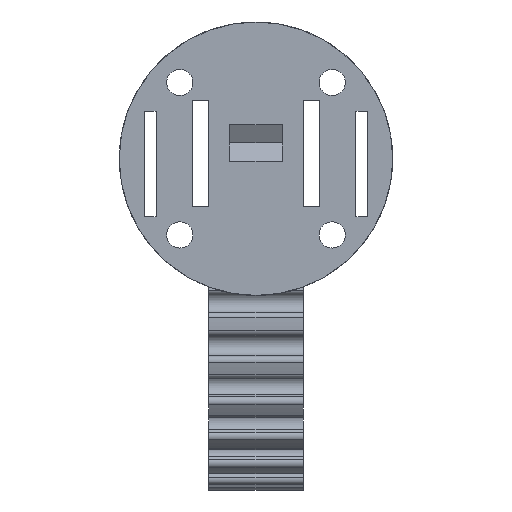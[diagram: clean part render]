
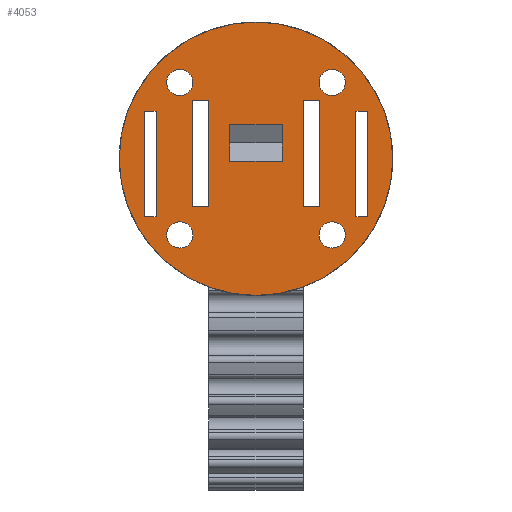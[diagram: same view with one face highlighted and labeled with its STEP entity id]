
A CAD part, left-side view. The second image highlights one B-rep face of the part: STEP entity #4053.
In plain terms, the highlighted planar face has unit normal (-1, 0, 0).
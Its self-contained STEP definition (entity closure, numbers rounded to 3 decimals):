
#1=CARTESIAN_POINT('',(0.,0.,0.));
#2=DIRECTION('',(1.,0.,0.));
#3=DIRECTION('',(0.,-1.,0.));
#4=AXIS2_PLACEMENT_3D('',#1,#2,#3);
#6=CARTESIAN_POINT('',(0.,0.,0.));
#7=DIRECTION('',(1.,0.,0.));
#8=DIRECTION('',(0.,1.,0.));
#9=AXIS2_PLACEMENT_3D('',#6,#7,#8);
#11=CARTESIAN_POINT('',(0.,14.496,-14.496));
#12=DIRECTION('',(1.,0.,0.));
#13=DIRECTION('',(0.,-1.,0.));
#14=AXIS2_PLACEMENT_3D('',#11,#12,#13);
#16=CARTESIAN_POINT('',(0.,14.496,-14.496));
#17=DIRECTION('',(1.,0.,0.));
#18=DIRECTION('',(0.,1.,0.));
#19=AXIS2_PLACEMENT_3D('',#16,#17,#18);
#21=CARTESIAN_POINT('',(0.,-14.496,-14.496));
#22=DIRECTION('',(1.,0.,0.));
#23=DIRECTION('',(0.,-1.,0.));
#24=AXIS2_PLACEMENT_3D('',#21,#22,#23);
#26=CARTESIAN_POINT('',(0.,-14.496,-14.496));
#27=DIRECTION('',(1.,0.,0.));
#28=DIRECTION('',(0.,1.,0.));
#29=AXIS2_PLACEMENT_3D('',#26,#27,#28);
#31=CARTESIAN_POINT('',(0.,-14.496,14.496));
#32=DIRECTION('',(1.,0.,0.));
#33=DIRECTION('',(0.,-1.,0.));
#34=AXIS2_PLACEMENT_3D('',#31,#32,#33);
#36=CARTESIAN_POINT('',(0.,-14.496,14.496));
#37=DIRECTION('',(1.,0.,0.));
#38=DIRECTION('',(0.,1.,0.));
#39=AXIS2_PLACEMENT_3D('',#36,#37,#38);
#41=CARTESIAN_POINT('',(0.,14.496,14.496));
#42=DIRECTION('',(1.,0.,0.));
#43=DIRECTION('',(0.,-1.,0.));
#44=AXIS2_PLACEMENT_3D('',#41,#42,#43);
#46=CARTESIAN_POINT('',(0.,14.496,14.496));
#47=DIRECTION('',(1.,0.,0.));
#48=DIRECTION('',(0.,1.,0.));
#49=AXIS2_PLACEMENT_3D('',#46,#47,#48);
#51=DIRECTION('',(0.,1.,0.));
#52=VECTOR('',#51,3.1);
#53=CARTESIAN_POINT('',(0.,9.,-8.998));
#54=LINE('',#53,#52);
#55=DIRECTION('',(0.,0.,-1.));
#56=VECTOR('',#55,20.);
#57=CARTESIAN_POINT('',(0.,9.,11.002));
#58=LINE('',#57,#56);
#59=DIRECTION('',(0.,-1.,0.));
#60=VECTOR('',#59,3.1);
#61=CARTESIAN_POINT('',(0.,12.1,11.002));
#62=LINE('',#61,#60);
#63=DIRECTION('',(0.,0.,1.));
#64=VECTOR('',#63,20.);
#65=CARTESIAN_POINT('',(0.,12.1,-8.998));
#66=LINE('',#65,#64);
#67=DIRECTION('',(0.,-1.,0.));
#68=VECTOR('',#67,3.1);
#69=CARTESIAN_POINT('',(0.,-9.,11.002));
#70=LINE('',#69,#68);
#71=DIRECTION('',(0.,0.,1.));
#72=VECTOR('',#71,20.);
#73=CARTESIAN_POINT('',(0.,-9.,-8.998));
#74=LINE('',#73,#72);
#75=DIRECTION('',(0.,1.,0.));
#76=VECTOR('',#75,3.1);
#77=CARTESIAN_POINT('',(0.,-12.1,-8.998));
#78=LINE('',#77,#76);
#79=DIRECTION('',(0.,0.,-1.));
#80=VECTOR('',#79,20.);
#81=CARTESIAN_POINT('',(0.,-12.1,11.002));
#82=LINE('',#81,#80);
#83=DIRECTION('',(0.,0.,-1.));
#84=VECTOR('',#83,20.);
#85=CARTESIAN_POINT('',(0.,19.,9.));
#86=LINE('',#85,#84);
#87=DIRECTION('',(0.,-1.,0.));
#88=VECTOR('',#87,2.2);
#89=CARTESIAN_POINT('',(0.,21.2,9.));
#90=LINE('',#89,#88);
#91=DIRECTION('',(0.,0.,1.));
#92=VECTOR('',#91,20.);
#93=CARTESIAN_POINT('',(0.,21.2,-11.));
#94=LINE('',#93,#92);
#95=DIRECTION('',(0.,1.,0.));
#96=VECTOR('',#95,2.2);
#97=CARTESIAN_POINT('',(0.,19.,-11.));
#98=LINE('',#97,#96);
#99=DIRECTION('',(0.,0.,-1.));
#100=VECTOR('',#99,20.);
#101=CARTESIAN_POINT('',(0.,-21.2,9.));
#102=LINE('',#101,#100);
#103=DIRECTION('',(0.,-1.,0.));
#104=VECTOR('',#103,2.2);
#105=CARTESIAN_POINT('',(0.,-19.,9.));
#106=LINE('',#105,#104);
#107=DIRECTION('',(0.,0.,1.));
#108=VECTOR('',#107,20.);
#109=CARTESIAN_POINT('',(0.,-19.,-11.));
#110=LINE('',#109,#108);
#111=DIRECTION('',(0.,1.,0.));
#112=VECTOR('',#111,2.2);
#113=CARTESIAN_POINT('',(0.,-21.2,-11.));
#114=LINE('',#113,#112);
#115=DIRECTION('',(0.,0.,-1.));
#116=VECTOR('',#115,7.);
#117=CARTESIAN_POINT('',(0.,-5.,6.5));
#118=LINE('',#117,#116);
#119=DIRECTION('',(0.,1.,0.));
#120=VECTOR('',#119,10.);
#121=CARTESIAN_POINT('',(0.,-5.,6.5));
#122=LINE('',#121,#120);
#123=DIRECTION('',(0.,0.,-1.));
#124=VECTOR('',#123,7.);
#125=CARTESIAN_POINT('',(0.,5.,6.5));
#126=LINE('',#125,#124);
#127=DIRECTION('',(0.,1.,0.));
#128=VECTOR('',#127,10.);
#129=CARTESIAN_POINT('',(0.,-5.,-0.5));
#130=LINE('',#129,#128);
#3072=CARTESIAN_POINT('',(0.,-26.,0.));
#3073=CARTESIAN_POINT('',(0.,26.,0.));
#3074=VERTEX_POINT('',#3072);
#3075=VERTEX_POINT('',#3073);
#3076=CARTESIAN_POINT('',(0.,11.996,-14.496));
#3077=CARTESIAN_POINT('',(0.,16.996,-14.496));
#3078=VERTEX_POINT('',#3076);
#3079=VERTEX_POINT('',#3077);
#3080=CARTESIAN_POINT('',(0.,-16.996,-14.496));
#3081=CARTESIAN_POINT('',(0.,-11.996,-14.496));
#3082=VERTEX_POINT('',#3080);
#3083=VERTEX_POINT('',#3081);
#3084=CARTESIAN_POINT('',(0.,-16.996,14.496));
#3085=CARTESIAN_POINT('',(0.,-11.996,14.496));
#3086=VERTEX_POINT('',#3084);
#3087=VERTEX_POINT('',#3085);
#3088=CARTESIAN_POINT('',(0.,11.996,14.496));
#3089=CARTESIAN_POINT('',(0.,16.996,14.496));
#3090=VERTEX_POINT('',#3088);
#3091=VERTEX_POINT('',#3089);
#3784=CARTESIAN_POINT('',(0.,9.,-8.998));
#3785=CARTESIAN_POINT('',(0.,12.1,-8.998));
#3786=VERTEX_POINT('',#3784);
#3787=VERTEX_POINT('',#3785);
#3788=CARTESIAN_POINT('',(0.,12.1,11.002));
#3789=VERTEX_POINT('',#3788);
#3790=CARTESIAN_POINT('',(0.,9.,11.002));
#3791=VERTEX_POINT('',#3790);
#3812=CARTESIAN_POINT('',(0.,-9.,11.002));
#3813=CARTESIAN_POINT('',(0.,-12.1,11.002));
#3814=VERTEX_POINT('',#3812);
#3815=VERTEX_POINT('',#3813);
#3816=CARTESIAN_POINT('',(0.,-12.1,-8.998));
#3817=VERTEX_POINT('',#3816);
#3818=CARTESIAN_POINT('',(0.,-9.,-8.998));
#3819=VERTEX_POINT('',#3818);
#3856=CARTESIAN_POINT('',(0.,19.,9.));
#3857=CARTESIAN_POINT('',(0.,19.,-11.));
#3858=VERTEX_POINT('',#3856);
#3859=VERTEX_POINT('',#3857);
#3860=CARTESIAN_POINT('',(0.,21.2,-11.));
#3861=VERTEX_POINT('',#3860);
#3862=CARTESIAN_POINT('',(0.,21.2,9.));
#3863=VERTEX_POINT('',#3862);
#3874=CARTESIAN_POINT('',(0.,-21.2,9.));
#3875=CARTESIAN_POINT('',(0.,-21.2,-11.));
#3876=VERTEX_POINT('',#3874);
#3877=VERTEX_POINT('',#3875);
#3878=CARTESIAN_POINT('',(0.,-19.,-11.));
#3879=VERTEX_POINT('',#3878);
#3948=CARTESIAN_POINT('',(0.,-5.,6.5));
#3949=CARTESIAN_POINT('',(0.,-5.,-0.5));
#3950=VERTEX_POINT('',#3948);
#3951=VERTEX_POINT('',#3949);
#3952=CARTESIAN_POINT('',(0.,5.,6.5));
#3953=CARTESIAN_POINT('',(0.,5.,-0.5));
#3954=VERTEX_POINT('',#3952);
#3955=VERTEX_POINT('',#3953);
#3964=CARTESIAN_POINT('',(0.,-19.,9.));
#3965=VERTEX_POINT('',#3964);
#3968=CARTESIAN_POINT('',(0.,0.,0.));
#3969=DIRECTION('',(1.,0.,0.));
#3970=DIRECTION('',(0.,-1.,0.));
#3971=AXIS2_PLACEMENT_3D('',#3968,#3969,#3970);
#3972=PLANE('',#3971);
#3974=ORIENTED_EDGE('',*,*,#3973,.T.);
#3976=ORIENTED_EDGE('',*,*,#3975,.T.);
#3977=EDGE_LOOP('',(#3974,#3976));
#3978=FACE_OUTER_BOUND('',#3977,.F.);
#3980=ORIENTED_EDGE('',*,*,#3979,.F.);
#3982=ORIENTED_EDGE('',*,*,#3981,.F.);
#3983=EDGE_LOOP('',(#3980,#3982));
#3984=FACE_BOUND('',#3983,.F.);
#3986=ORIENTED_EDGE('',*,*,#3985,.F.);
#3988=ORIENTED_EDGE('',*,*,#3987,.F.);
#3989=EDGE_LOOP('',(#3986,#3988));
#3990=FACE_BOUND('',#3989,.F.);
#3992=ORIENTED_EDGE('',*,*,#3991,.F.);
#3994=ORIENTED_EDGE('',*,*,#3993,.F.);
#3995=EDGE_LOOP('',(#3992,#3994));
#3996=FACE_BOUND('',#3995,.F.);
#3998=ORIENTED_EDGE('',*,*,#3997,.F.);
#4000=ORIENTED_EDGE('',*,*,#3999,.F.);
#4001=EDGE_LOOP('',(#3998,#4000));
#4002=FACE_BOUND('',#4001,.F.);
#4004=ORIENTED_EDGE('',*,*,#4003,.F.);
#4006=ORIENTED_EDGE('',*,*,#4005,.F.);
#4008=ORIENTED_EDGE('',*,*,#4007,.F.);
#4010=ORIENTED_EDGE('',*,*,#4009,.F.);
#4011=EDGE_LOOP('',(#4004,#4006,#4008,#4010));
#4012=FACE_BOUND('',#4011,.F.);
#4014=ORIENTED_EDGE('',*,*,#4013,.F.);
#4016=ORIENTED_EDGE('',*,*,#4015,.F.);
#4018=ORIENTED_EDGE('',*,*,#4017,.F.);
#4020=ORIENTED_EDGE('',*,*,#4019,.F.);
#4021=EDGE_LOOP('',(#4014,#4016,#4018,#4020));
#4022=FACE_BOUND('',#4021,.F.);
#4024=ORIENTED_EDGE('',*,*,#4023,.F.);
#4026=ORIENTED_EDGE('',*,*,#4025,.F.);
#4028=ORIENTED_EDGE('',*,*,#4027,.F.);
#4030=ORIENTED_EDGE('',*,*,#4029,.F.);
#4031=EDGE_LOOP('',(#4024,#4026,#4028,#4030));
#4032=FACE_BOUND('',#4031,.F.);
#4034=ORIENTED_EDGE('',*,*,#4033,.F.);
#4036=ORIENTED_EDGE('',*,*,#4035,.F.);
#4038=ORIENTED_EDGE('',*,*,#4037,.F.);
#4040=ORIENTED_EDGE('',*,*,#4039,.F.);
#4041=EDGE_LOOP('',(#4034,#4036,#4038,#4040));
#4042=FACE_BOUND('',#4041,.F.);
#4044=ORIENTED_EDGE('',*,*,#4043,.F.);
#4046=ORIENTED_EDGE('',*,*,#4045,.T.);
#4048=ORIENTED_EDGE('',*,*,#4047,.T.);
#4050=ORIENTED_EDGE('',*,*,#4049,.F.);
#4051=EDGE_LOOP('',(#4044,#4046,#4048,#4050));
#4052=FACE_BOUND('',#4051,.F.);
#4053=ADVANCED_FACE('',(#3978,#3984,#3990,#3996,#4002,#4012,#4022,#4032,#4042,
#4052),#3972,.F.);
#5=CIRCLE('',#4,26.);
#10=CIRCLE('',#9,26.);
#15=CIRCLE('',#14,2.5);
#20=CIRCLE('',#19,2.5);
#25=CIRCLE('',#24,2.5);
#30=CIRCLE('',#29,2.5);
#35=CIRCLE('',#34,2.5);
#40=CIRCLE('',#39,2.5);
#45=CIRCLE('',#44,2.5);
#50=CIRCLE('',#49,2.5);
#3973=EDGE_CURVE('',#3074,#3075,#5,.T.);
#3975=EDGE_CURVE('',#3075,#3074,#10,.T.);
#3979=EDGE_CURVE('',#3078,#3079,#15,.T.);
#3981=EDGE_CURVE('',#3079,#3078,#20,.T.);
#3985=EDGE_CURVE('',#3082,#3083,#25,.T.);
#3987=EDGE_CURVE('',#3083,#3082,#30,.T.);
#3991=EDGE_CURVE('',#3086,#3087,#35,.T.);
#3993=EDGE_CURVE('',#3087,#3086,#40,.T.);
#3997=EDGE_CURVE('',#3090,#3091,#45,.T.);
#3999=EDGE_CURVE('',#3091,#3090,#50,.T.);
#4003=EDGE_CURVE('',#3786,#3787,#54,.T.);
#4005=EDGE_CURVE('',#3791,#3786,#58,.T.);
#4007=EDGE_CURVE('',#3789,#3791,#62,.T.);
#4009=EDGE_CURVE('',#3787,#3789,#66,.T.);
#4013=EDGE_CURVE('',#3814,#3815,#70,.T.);
#4015=EDGE_CURVE('',#3819,#3814,#74,.T.);
#4017=EDGE_CURVE('',#3817,#3819,#78,.T.);
#4019=EDGE_CURVE('',#3815,#3817,#82,.T.);
#4023=EDGE_CURVE('',#3858,#3859,#86,.T.);
#4025=EDGE_CURVE('',#3863,#3858,#90,.T.);
#4027=EDGE_CURVE('',#3861,#3863,#94,.T.);
#4029=EDGE_CURVE('',#3859,#3861,#98,.T.);
#4033=EDGE_CURVE('',#3876,#3877,#102,.T.);
#4035=EDGE_CURVE('',#3965,#3876,#106,.T.);
#4037=EDGE_CURVE('',#3879,#3965,#110,.T.);
#4039=EDGE_CURVE('',#3877,#3879,#114,.T.);
#4043=EDGE_CURVE('',#3950,#3951,#118,.T.);
#4045=EDGE_CURVE('',#3950,#3954,#122,.T.);
#4047=EDGE_CURVE('',#3954,#3955,#126,.T.);
#4049=EDGE_CURVE('',#3951,#3955,#130,.T.);
